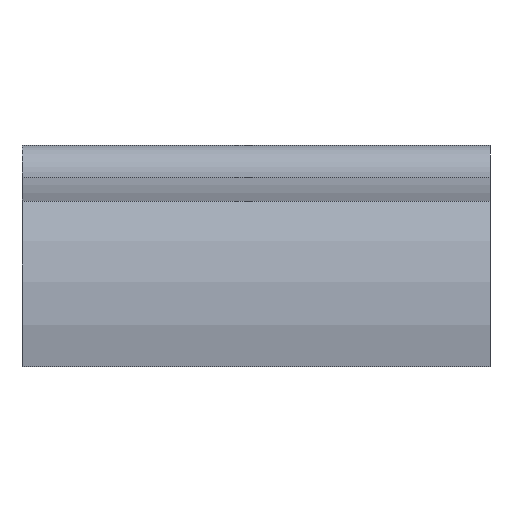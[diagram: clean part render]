
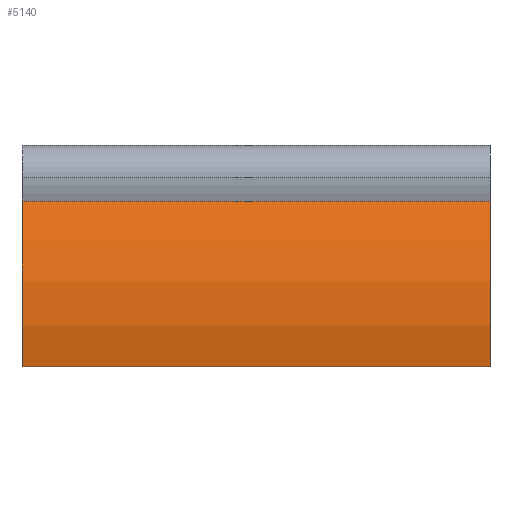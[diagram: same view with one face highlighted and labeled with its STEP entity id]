
A CAD part, top view. The second image highlights one B-rep face of the part: STEP entity #5140.
In plain terms, the highlighted cylindrical face has radius 16 mm (diameter 32 mm), a partial arc.
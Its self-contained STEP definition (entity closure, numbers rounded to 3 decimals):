
#1260=CARTESIAN_POINT('',(0.,4.505,
2.058));
#1270=VERTEX_POINT('',#1260);
#1300=CARTESIAN_POINT('',(0.,-2.555,-12.3)
);
#1310=DIRECTION('',(-1.,0.,0.));
#1320=DIRECTION('',(0.,0.,1.));
#1330=AXIS2_PLACEMENT_3D('',#1300,#1310,#1320);
#1340=CIRCLE('',#1330,16.);
#1350=CARTESIAN_POINT('',(0.,-6.1,3.302));
#1360=VERTEX_POINT('',#1350);
#1370=EDGE_CURVE('',#1360,#1270,#1340,.T.);
#2980=CARTESIAN_POINT('',(30.,-6.1,3.302));
#2990=VERTEX_POINT('',#2980);
#3020=CARTESIAN_POINT('',(30.,-2.555,-12.3));
#3030=DIRECTION('',(-1.,0.,0.));
#3040=DIRECTION('',(0.,0.,1.));
#3050=AXIS2_PLACEMENT_3D('',#3020,#3030,#3040);
#3060=CIRCLE('',#3050,16.);
#3070=CARTESIAN_POINT('',(30.,4.505,2.058));
#3080=VERTEX_POINT('',#3070);
#3090=EDGE_CURVE('',#2990,#3080,#3060,.T.);
#4800=CARTESIAN_POINT('',(0.,-6.1,3.302));
#4810=DIRECTION('',(1.,0.,0.));
#4820=VECTOR('',#4810,1.);
#4830=LINE('',#4800,#4820);
#4840=EDGE_CURVE('',#1360,#2990,#4830,.T.);
#4980=CARTESIAN_POINT('',(0.,-2.555,-12.3)
);
#4990=DIRECTION('',(-1.,0.,0.));
#5000=DIRECTION('',(0.,0.,1.));
#5010=AXIS2_PLACEMENT_3D('',#4980,#4990,#5000);
#5020=CYLINDRICAL_SURFACE('',#5010,16.);
#5030=ORIENTED_EDGE('',*,*,#1370,.F.);
#5040=CARTESIAN_POINT('',(0.,4.505,
2.058));
#5050=DIRECTION('',(1.,0.,0.));
#5060=VECTOR('',#5050,1.);
#5070=LINE('',#5040,#5060);
#5080=EDGE_CURVE('',#1270,#3080,#5070,.T.);
#5090=ORIENTED_EDGE('',*,*,#5080,.F.);
#5100=ORIENTED_EDGE('',*,*,#3090,.T.);
#5110=ORIENTED_EDGE('',*,*,#4840,.T.);
#5120=EDGE_LOOP('',(#5110,#5100,#5090,#5030));
#5130=FACE_OUTER_BOUND('',#5120,.T.);
#5140=ADVANCED_FACE('',(#5130),#5020,.T.);
